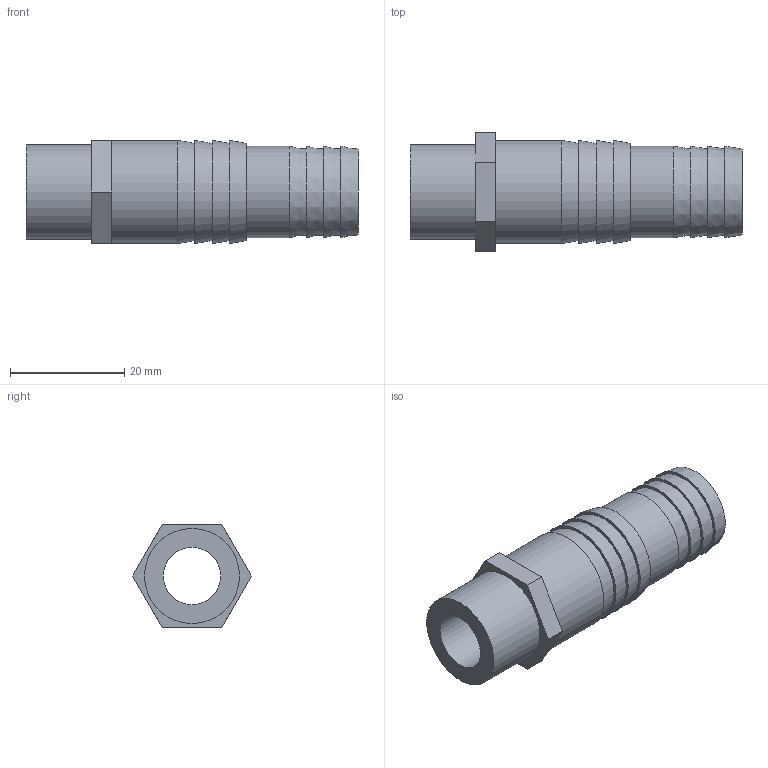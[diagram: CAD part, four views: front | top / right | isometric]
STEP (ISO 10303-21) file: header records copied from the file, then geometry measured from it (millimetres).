
FILE_DESCRIPTION(/* description */ (''),/* implementation_level */ '2;1');
FILE_NAME(/* name */ 'AFV014012014.ipt.stp',/* time_stamp */ '2013-10-01T14:35:14+02:00',/* author */ ('bfaro'),/* organization */ (''),/* preprocessor_version */ 'ST-DEVELOPER v15.2',/* originating_system */ 'Autodesk Inventor 2014',/* authorisation */ '');
FILE_SCHEMA (('AUTOMOTIVE_DESIGN { 1 0 10303 214 3 1 1 }'));
Length unit declared in the file: millimetre
Products named in the file (1): AFV014012014
Bounding box: 58 x 20.78 x 18 mm (x, y, z)
Volume: 8506 mm3; surface area: 5436.8 mm2
Topology: 1 solids, 1 shells, 34 faces, 64 edges, 40 vertices
Faces by surface type: plane 22, cone 8, cylinder 4
Full cylindrical faces by diameter (mm): 10 x1, 16 x1, 16.6 x1, 18 x1
Entity records: 807 total; most frequent: DIRECTION 148, CARTESIAN_POINT 125, ORIENTED_EDGE 102, AXIS2_PLACEMENT_3D 62, EDGE_LOOP 56, EDGE_CURVE 51, VERTEX_POINT 39, FACE_OUTER_BOUND 34
